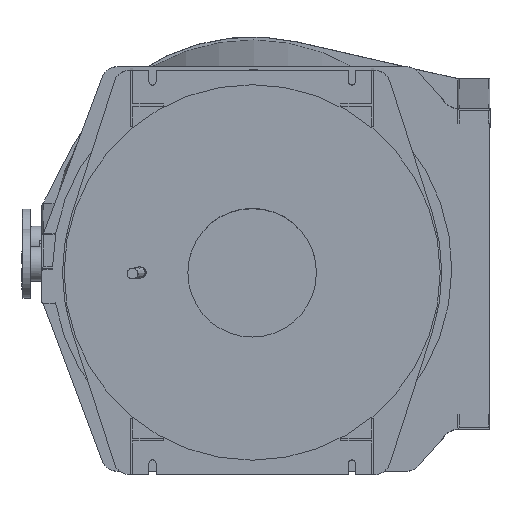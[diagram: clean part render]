
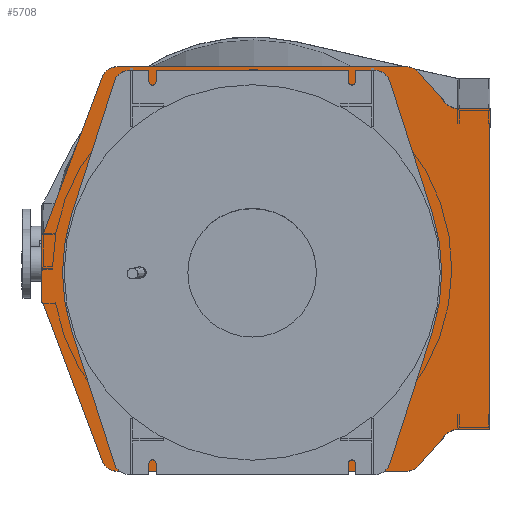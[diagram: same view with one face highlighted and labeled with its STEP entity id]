
A CAD part, left-side view. The second image highlights one B-rep face of the part: STEP entity #5708.
In plain terms, the highlighted face is planar.
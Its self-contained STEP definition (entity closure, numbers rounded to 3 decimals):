
#119=FACE_BOUND('',#744,.T.);
#216=PLANE('',#6211);
#455=FACE_OUTER_BOUND('',#743,.T.);
#743=EDGE_LOOP('',(#4612,#4613,#4614,#4615,#4616,#4617,#4618,#4619,#4620,
#4621,#4622,#4623,#4624,#4625,#4626,#4627,#4628,#4629,#4630,#4631,#4632,
#4633,#4634,#4635,#4636));
#744=EDGE_LOOP('',(#4637,#4638,#4639));
#948=CIRCLE('',#6020,3.);
#957=CIRCLE('',#6037,50.);
#958=CIRCLE('',#6039,50.);
#961=CIRCLE('',#6044,50.);
#965=CIRCLE('',#6052,50.);
#967=CIRCLE('',#6056,50.);
#969=CIRCLE('',#6060,50.);
#971=CIRCLE('',#6064,50.);
#973=CIRCLE('',#6068,50.);
#975=CIRCLE('',#6072,50.);
#987=CIRCLE('',#6104,5.);
#1028=CIRCLE('',#6189,5.);
#1029=CIRCLE('',#6191,5.);
#1030=CIRCLE('',#6201,5.);
#1237=LINE('',#8369,#1793);
#1248=LINE('',#8390,#1804);
#1277=LINE('',#8611,#1833);
#1289=LINE('',#8665,#1845);
#1296=LINE('',#8691,#1852);
#1300=LINE('',#8703,#1856);
#1304=LINE('',#8715,#1860);
#1308=LINE('',#8726,#1864);
#1311=LINE('',#8736,#1867);
#1315=LINE('',#8748,#1871);
#1319=LINE('',#8759,#1875);
#1452=LINE('',#9418,#2008);
#1453=LINE('',#9422,#2009);
#1459=LINE('',#9437,#2015);
#1793=VECTOR('',#6683,10.);
#1804=VECTOR('',#6702,10.);
#1833=VECTOR('',#6761,10.);
#1845=VECTOR('',#6799,10.);
#1852=VECTOR('',#6824,10.);
#1856=VECTOR('',#6836,10.);
#1860=VECTOR('',#6848,10.);
#1864=VECTOR('',#6860,10.);
#1867=VECTOR('',#6871,10.);
#1871=VECTOR('',#6883,10.);
#1875=VECTOR('',#6895,10.);
#2008=VECTOR('',#7264,10.);
#2009=VECTOR('',#7269,10.);
#2015=VECTOR('',#7291,10.);
#2363=VERTEX_POINT('',#8366);
#2364=VERTEX_POINT('',#8368);
#2370=VERTEX_POINT('',#8389);
#2378=VERTEX_POINT('',#8414);
#2379=VERTEX_POINT('',#8416);
#2401=VERTEX_POINT('',#8610);
#2414=VERTEX_POINT('',#8652);
#2416=VERTEX_POINT('',#8655);
#2418=VERTEX_POINT('',#8661);
#2420=VERTEX_POINT('',#8664);
#2423=VERTEX_POINT('',#8671);
#2425=VERTEX_POINT('',#8675);
#2430=VERTEX_POINT('',#8690);
#2432=VERTEX_POINT('',#8696);
#2434=VERTEX_POINT('',#8702);
#2436=VERTEX_POINT('',#8708);
#2438=VERTEX_POINT('',#8714);
#2440=VERTEX_POINT('',#8720);
#2442=VERTEX_POINT('',#8729);
#2444=VERTEX_POINT('',#8735);
#2446=VERTEX_POINT('',#8741);
#2448=VERTEX_POINT('',#8747);
#2450=VERTEX_POINT('',#8753);
#2475=VERTEX_POINT('',#8852);
#2582=VERTEX_POINT('',#9409);
#2583=VERTEX_POINT('',#9414);
#2584=VERTEX_POINT('',#9421);
#2585=VERTEX_POINT('',#9433);
#2966=EDGE_CURVE('',#2364,#2363,#1237,.T.);
#2978=EDGE_CURVE('',#2370,#2364,#1248,.T.);
#2992=EDGE_CURVE('',#2379,#2378,#948,.T.);
#3021=EDGE_CURVE('',#2401,#2379,#1277,.T.);
#3037=EDGE_CURVE('',#2378,#2401,#957,.T.);
#3039=EDGE_CURVE('',#2416,#2414,#958,.T.);
#3043=EDGE_CURVE('',#2420,#2418,#1289,.T.);
#3049=EDGE_CURVE('',#2423,#2425,#961,.T.);
#3055=EDGE_CURVE('',#2425,#2430,#1296,.T.);
#3058=EDGE_CURVE('',#2430,#2432,#965,.T.);
#3061=EDGE_CURVE('',#2432,#2434,#1300,.T.);
#3064=EDGE_CURVE('',#2434,#2436,#967,.T.);
#3067=EDGE_CURVE('',#2436,#2438,#1304,.T.);
#3070=EDGE_CURVE('',#2438,#2440,#969,.T.);
#3073=EDGE_CURVE('',#2440,#2370,#1308,.T.);
#3075=EDGE_CURVE('',#2363,#2442,#971,.T.);
#3078=EDGE_CURVE('',#2442,#2444,#1311,.T.);
#3081=EDGE_CURVE('',#2444,#2446,#973,.T.);
#3084=EDGE_CURVE('',#2446,#2448,#1315,.T.);
#3087=EDGE_CURVE('',#2448,#2450,#975,.T.);
#3090=EDGE_CURVE('',#2450,#2416,#1319,.T.);
#3136=EDGE_CURVE('',#2475,#2420,#987,.T.);
#3306=EDGE_CURVE('',#2418,#2582,#1028,.T.);
#3308=EDGE_CURVE('',#2583,#2423,#1029,.T.);
#3310=EDGE_CURVE('',#2582,#2583,#1452,.T.);
#3311=EDGE_CURVE('',#2584,#2475,#1453,.T.);
#3316=EDGE_CURVE('',#2585,#2584,#1030,.T.);
#3318=EDGE_CURVE('',#2414,#2585,#1459,.T.);
#4612=ORIENTED_EDGE('',*,*,#3318,.T.);
#4613=ORIENTED_EDGE('',*,*,#3316,.T.);
#4614=ORIENTED_EDGE('',*,*,#3311,.T.);
#4615=ORIENTED_EDGE('',*,*,#3136,.T.);
#4616=ORIENTED_EDGE('',*,*,#3043,.T.);
#4617=ORIENTED_EDGE('',*,*,#3306,.T.);
#4618=ORIENTED_EDGE('',*,*,#3310,.T.);
#4619=ORIENTED_EDGE('',*,*,#3308,.T.);
#4620=ORIENTED_EDGE('',*,*,#3049,.T.);
#4621=ORIENTED_EDGE('',*,*,#3055,.T.);
#4622=ORIENTED_EDGE('',*,*,#3058,.T.);
#4623=ORIENTED_EDGE('',*,*,#3061,.T.);
#4624=ORIENTED_EDGE('',*,*,#3064,.T.);
#4625=ORIENTED_EDGE('',*,*,#3067,.T.);
#4626=ORIENTED_EDGE('',*,*,#3070,.T.);
#4627=ORIENTED_EDGE('',*,*,#3073,.T.);
#4628=ORIENTED_EDGE('',*,*,#2978,.T.);
#4629=ORIENTED_EDGE('',*,*,#2966,.T.);
#4630=ORIENTED_EDGE('',*,*,#3075,.T.);
#4631=ORIENTED_EDGE('',*,*,#3078,.T.);
#4632=ORIENTED_EDGE('',*,*,#3081,.T.);
#4633=ORIENTED_EDGE('',*,*,#3084,.T.);
#4634=ORIENTED_EDGE('',*,*,#3087,.T.);
#4635=ORIENTED_EDGE('',*,*,#3090,.T.);
#4636=ORIENTED_EDGE('',*,*,#3039,.T.);
#4637=ORIENTED_EDGE('',*,*,#3037,.T.);
#4638=ORIENTED_EDGE('',*,*,#3021,.T.);
#4639=ORIENTED_EDGE('',*,*,#2992,.T.);
#5708=ADVANCED_FACE('',(#455,#119),#216,.F.);
#6020=AXIS2_PLACEMENT_3D('',#8417,#6726,#6727);
#6037=AXIS2_PLACEMENT_3D('',#8650,#6786,#6787);
#6039=AXIS2_PLACEMENT_3D('',#8656,#6791,#6792);
#6044=AXIS2_PLACEMENT_3D('',#8677,#6808,#6809);
#6052=AXIS2_PLACEMENT_3D('',#8697,#6829,#6830);
#6056=AXIS2_PLACEMENT_3D('',#8709,#6841,#6842);
#6060=AXIS2_PLACEMENT_3D('',#8721,#6853,#6854);
#6064=AXIS2_PLACEMENT_3D('',#8730,#6864,#6865);
#6068=AXIS2_PLACEMENT_3D('',#8742,#6876,#6877);
#6072=AXIS2_PLACEMENT_3D('',#8754,#6888,#6889);
#6104=AXIS2_PLACEMENT_3D('',#8853,#6988,#6989);
#6189=AXIS2_PLACEMENT_3D('',#9411,#7254,#7255);
#6191=AXIS2_PLACEMENT_3D('',#9415,#7259,#7260);
#6201=AXIS2_PLACEMENT_3D('',#9434,#7286,#7287);
#6211=AXIS2_PLACEMENT_3D('',#9446,#7308,#7309);
#6683=DIRECTION('',(0.,1.,0.));
#6702=DIRECTION('',(0.,0.,1.));
#6726=DIRECTION('center_axis',(1.,0.,0.));
#6727=DIRECTION('ref_axis',(0.,-1.,0.));
#6761=DIRECTION('',(0.,0.,1.));
#6786=DIRECTION('center_axis',(-1.,0.,0.));
#6787=DIRECTION('ref_axis',(0.,0.936,0.351));
#6791=DIRECTION('center_axis',(-1.,0.,0.));
#6792=DIRECTION('ref_axis',(0.,0.936,0.351));
#6799=DIRECTION('',(0.,0.,-1.));
#6808=DIRECTION('center_axis',(-1.,0.,0.));
#6809=DIRECTION('ref_axis',(0.,1.,0.));
#6824=DIRECTION('',(0.,-0.351,-0.936));
#6829=DIRECTION('center_axis',(-1.,0.,0.));
#6830=DIRECTION('ref_axis',(0.,0.936,-0.351));
#6836=DIRECTION('',(0.,-1.,0.));
#6841=DIRECTION('center_axis',(-1.,0.,0.));
#6842=DIRECTION('ref_axis',(0.,0.,-1.));
#6848=DIRECTION('',(0.,-0.662,0.749));
#6853=DIRECTION('center_axis',(1.,0.,0.));
#6854=DIRECTION('ref_axis',(0.,0.,-1.));
#6860=DIRECTION('',(0.,-1.,0.));
#6864=DIRECTION('center_axis',(1.,0.,0.));
#6865=DIRECTION('ref_axis',(0.,-0.749,0.662));
#6871=DIRECTION('',(0.,0.662,0.749));
#6876=DIRECTION('center_axis',(-1.,0.,0.));
#6877=DIRECTION('ref_axis',(0.,-0.749,0.662));
#6883=DIRECTION('',(0.,1.,0.));
#6888=DIRECTION('center_axis',(-1.,0.,0.));
#6889=DIRECTION('ref_axis',(0.,0.,1.));
#6895=DIRECTION('',(0.,0.351,-0.936));
#6988=DIRECTION('center_axis',(-1.,0.,0.));
#6989=DIRECTION('ref_axis',(0.,0.,-1.));
#7254=DIRECTION('center_axis',(-1.,0.,0.));
#7255=DIRECTION('ref_axis',(0.,1.,0.));
#7259=DIRECTION('center_axis',(-1.,0.,0.));
#7260=DIRECTION('ref_axis',(0.,-0.02,-1.));
#7264=DIRECTION('',(0.,0.,-1.));
#7269=DIRECTION('',(0.,0.,-1.));
#7286=DIRECTION('center_axis',(-1.,0.,0.));
#7287=DIRECTION('ref_axis',(0.,1.,0.));
#7291=DIRECTION('',(0.,1.,0.));
#7308=DIRECTION('center_axis',(1.,0.,0.));
#7309=DIRECTION('ref_axis',(0.,0.,-1.));
#8366=CARTESIAN_POINT('',(0.,-640.,500.));
#8368=CARTESIAN_POINT('',(0.,-740.,500.));
#8369=CARTESIAN_POINT('',(0.,-740.,500.));
#8389=CARTESIAN_POINT('',(0.,-740.,-500.));
#8390=CARTESIAN_POINT('',(0.,-740.,-500.));
#8414=CARTESIAN_POINT('',(0.,649.843,103.957));
#8416=CARTESIAN_POINT('',(0.,650.,103.));
#8417=CARTESIAN_POINT('Origin',(0.,647.,103.));
#8610=CARTESIAN_POINT('',(0.,650.,100.));
#8611=CARTESIAN_POINT('',(0.,650.,103.));
#8650=CARTESIAN_POINT('Origin',(0.,600.,100.));
#8652=CARTESIAN_POINT('',(0.,648.99,110.));
#8655=CARTESIAN_POINT('',(0.,646.816,117.556));
#8656=CARTESIAN_POINT('Origin',(0.,600.,100.));
#8661=CARTESIAN_POINT('',(0.,650.,-2.048));
#8664=CARTESIAN_POINT('',(0.,650.,2.601));
#8665=CARTESIAN_POINT('',(0.,650.,100.));
#8671=CARTESIAN_POINT('',(0.,649.282,-108.442));
#8675=CARTESIAN_POINT('',(0.,646.816,-117.556));
#8677=CARTESIAN_POINT('Origin',(0.,600.,-100.));
#8690=CARTESIAN_POINT('',(0.,466.816,-597.556));
#8691=CARTESIAN_POINT('',(0.,646.816,-117.556));
#8696=CARTESIAN_POINT('',(0.,420.,-630.));
#8697=CARTESIAN_POINT('Origin',(0.,420.,-580.));
#8702=CARTESIAN_POINT('',(0.,-480.,-630.));
#8703=CARTESIAN_POINT('',(0.,420.,-630.));
#8708=CARTESIAN_POINT('',(0.,-517.46,-613.118));
#8709=CARTESIAN_POINT('Origin',(0.,-480.,-580.));
#8714=CARTESIAN_POINT('',(0.,-602.54,-516.882));
#8715=CARTESIAN_POINT('',(0.,-517.46,-613.118));
#8720=CARTESIAN_POINT('',(0.,-640.,-500.));
#8721=CARTESIAN_POINT('Origin',(0.,-640.,-550.));
#8726=CARTESIAN_POINT('',(0.,-640.,-500.));
#8729=CARTESIAN_POINT('',(0.,-602.54,516.882));
#8730=CARTESIAN_POINT('Origin',(0.,-640.,550.));
#8735=CARTESIAN_POINT('',(0.,-517.46,613.118));
#8736=CARTESIAN_POINT('',(0.,-602.54,516.882));
#8741=CARTESIAN_POINT('',(0.,-480.,630.));
#8742=CARTESIAN_POINT('Origin',(0.,-480.,580.));
#8747=CARTESIAN_POINT('',(0.,420.,630.));
#8748=CARTESIAN_POINT('',(0.,-480.,630.));
#8753=CARTESIAN_POINT('',(0.,466.816,597.556));
#8754=CARTESIAN_POINT('Origin',(0.,420.,580.));
#8759=CARTESIAN_POINT('',(0.,466.816,597.556));
#8852=CARTESIAN_POINT('',(0.,654.,7.5));
#8853=CARTESIAN_POINT('Origin',(0.,649.,7.5));
#9409=CARTESIAN_POINT('',(0.,653.99,-6.945));
#9411=CARTESIAN_POINT('Origin',(0.,648.99,-6.945));
#9414=CARTESIAN_POINT('',(0.,653.99,-104.445));
#9415=CARTESIAN_POINT('Origin',(0.,649.091,-103.446));
#9418=CARTESIAN_POINT('',(0.,653.99,-104.445));
#9421=CARTESIAN_POINT('',(0.,654.,105.));
#9422=CARTESIAN_POINT('',(0.,654.,7.5));
#9433=CARTESIAN_POINT('',(0.,649.,110.));
#9434=CARTESIAN_POINT('Origin',(0.,649.,105.));
#9437=CARTESIAN_POINT('',(0.,649.,110.));
#9446=CARTESIAN_POINT('Origin',(0.,0.,0.));
